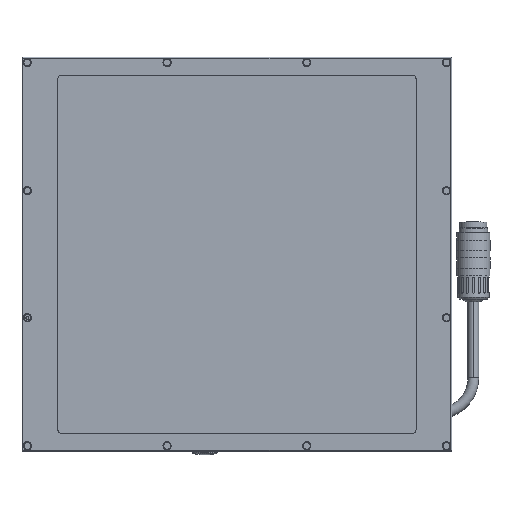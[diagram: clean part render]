
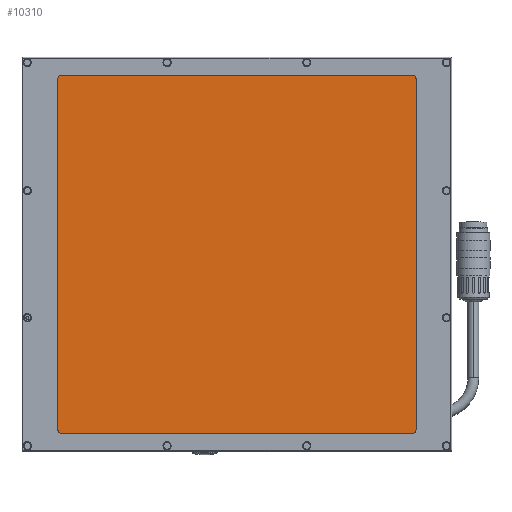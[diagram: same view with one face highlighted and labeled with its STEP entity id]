
A CAD part, top view. The second image highlights one B-rep face of the part: STEP entity #10310.
In plain terms, the highlighted planar face has unit normal (0, 0, 1).
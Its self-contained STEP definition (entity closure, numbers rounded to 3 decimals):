
#151 = VECTOR ( 'NONE', #9256, 1000. ) ;
#886 = PLANE ( 'NONE',  #8715 ) ;
#1049 = LINE ( 'NONE', #19576, #15470 ) ;
#1323 = VECTOR ( 'NONE', #19413, 1000. ) ;
#1537 = DIRECTION ( 'NONE',  ( 0., -1., 0. ) ) ;
#1890 = CARTESIAN_POINT ( 'NONE',  ( -98., 98., 11.25 ) ) ;
#2000 = DIRECTION ( 'NONE',  ( 0., 0., -1. ) ) ;
#2124 = DIRECTION ( 'NONE',  ( 0., 0., -1. ) ) ;
#2778 = LINE ( 'NONE', #10981, #6279 ) ;
#3155 = DIRECTION ( 'NONE',  ( 0., 0., -1. ) ) ;
#3208 = EDGE_CURVE ( 'NONE', #13094, #15238, #4456, .T. ) ;
#3423 = CARTESIAN_POINT ( 'NONE',  ( -98., -100., 11.25 ) ) ;
#3681 = CARTESIAN_POINT ( 'NONE',  ( 98., 98., 11.25 ) ) ;
#4169 = ORIENTED_EDGE ( 'NONE', *, *, #7135, .F. ) ;
#4179 = FACE_OUTER_BOUND ( 'NONE', #19110, .T. ) ;
#4388 = CARTESIAN_POINT ( 'NONE',  ( 98., -98., 11.25 ) ) ;
#4454 = CARTESIAN_POINT ( 'NONE',  ( -100., 0., 11.25 ) ) ;
#4456 = LINE ( 'NONE', #9164, #1323 ) ;
#4777 = DIRECTION ( 'NONE',  ( 0., 0., -1. ) ) ;
#6042 = CARTESIAN_POINT ( 'NONE',  ( 98., 100., 11.25 ) ) ;
#6279 = VECTOR ( 'NONE', #1537, 1000. ) ;
#6496 = EDGE_CURVE ( 'NONE', #13430, #15673, #1049, .T. ) ;
#6497 = VERTEX_POINT ( 'NONE', #8751 ) ;
#6737 = EDGE_CURVE ( 'NONE', #19531, #6497, #2778, .T. ) ;
#6763 = DIRECTION ( 'NONE',  ( 1., 0., 0. ) ) ;
#7069 = CARTESIAN_POINT ( 'NONE',  ( -98., 100., 11.25 ) ) ;
#7135 = EDGE_CURVE ( 'NONE', #6497, #13094, #14501, .T. ) ;
#7347 = DIRECTION ( 'NONE',  ( 0., 0., 1. ) ) ;
#8667 = AXIS2_PLACEMENT_3D ( 'NONE', #1890, #2000, #17849 ) ;
#8715 = AXIS2_PLACEMENT_3D ( 'NONE', #4388, #7347, #15378 ) ;
#8751 = CARTESIAN_POINT ( 'NONE',  ( 100., -98., 11.25 ) ) ;
#9164 = CARTESIAN_POINT ( 'NONE',  ( 0., -100., 11.25 ) ) ;
#9193 = DIRECTION ( 'NONE',  ( 1., 0., 0. ) ) ;
#9256 = DIRECTION ( 'NONE',  ( 0., 1., 0. ) ) ;
#9542 = VERTEX_POINT ( 'NONE', #19493 ) ;
#9579 = ORIENTED_EDGE ( 'NONE', *, *, #6737, .F. ) ;
#10310 = ADVANCED_FACE ( 'NONE', ( #4179 ), #886, .T. ) ;
#10405 = EDGE_CURVE ( 'NONE', #15238, #9542, #19904, .T. ) ;
#10981 = CARTESIAN_POINT ( 'NONE',  ( 100., 0., 11.25 ) ) ;
#11210 = ORIENTED_EDGE ( 'NONE', *, *, #3208, .F. ) ;
#11262 = VERTEX_POINT ( 'NONE', #19338 ) ;
#11999 = ORIENTED_EDGE ( 'NONE', *, *, #10405, .F. ) ;
#12466 = ORIENTED_EDGE ( 'NONE', *, *, #6496, .F. ) ;
#12562 = EDGE_CURVE ( 'NONE', #11262, #13430, #17524, .T. ) ;
#13091 = CIRCLE ( 'NONE', #16048, 2. ) ;
#13094 = VERTEX_POINT ( 'NONE', #20065 ) ;
#13192 = AXIS2_PLACEMENT_3D ( 'NONE', #17261, #3155, #18518 ) ;
#13430 = VERTEX_POINT ( 'NONE', #7069 ) ;
#13491 = DIRECTION ( 'NONE',  ( 1., 0., 0. ) ) ;
#13634 = ORIENTED_EDGE ( 'NONE', *, *, #19328, .F. ) ;
#13991 = AXIS2_PLACEMENT_3D ( 'NONE', #15781, #4777, #9193 ) ;
#14501 = CIRCLE ( 'NONE', #13192, 2. ) ;
#14550 = EDGE_CURVE ( 'NONE', #9542, #11262, #18844, .T. ) ;
#15238 = VERTEX_POINT ( 'NONE', #3423 ) ;
#15378 = DIRECTION ( 'NONE',  ( 1., 0., 0. ) ) ;
#15470 = VECTOR ( 'NONE', #13491, 1000. ) ;
#15673 = VERTEX_POINT ( 'NONE', #6042 ) ;
#15781 = CARTESIAN_POINT ( 'NONE',  ( -98., -98., 11.25 ) ) ;
#16048 = AXIS2_PLACEMENT_3D ( 'NONE', #3681, #2124, #6763 ) ;
#17246 = ORIENTED_EDGE ( 'NONE', *, *, #14550, .F. ) ;
#17261 = CARTESIAN_POINT ( 'NONE',  ( 98., -98., 11.25 ) ) ;
#17524 = CIRCLE ( 'NONE', #8667, 2. ) ;
#17849 = DIRECTION ( 'NONE',  ( 1., 0., 0. ) ) ;
#18518 = DIRECTION ( 'NONE',  ( 1., 0., 0. ) ) ;
#18844 = LINE ( 'NONE', #4454, #151 ) ;
#18984 = CARTESIAN_POINT ( 'NONE',  ( 100., 98., 11.25 ) ) ;
#19110 = EDGE_LOOP ( 'NONE', ( #4169, #9579, #13634, #12466, #19491, #17246, #11999, #11210 ) ) ;
#19328 = EDGE_CURVE ( 'NONE', #15673, #19531, #13091, .T. ) ;
#19338 = CARTESIAN_POINT ( 'NONE',  ( -100., 98., 11.25 ) ) ;
#19413 = DIRECTION ( 'NONE',  ( -1., 0., 0. ) ) ;
#19491 = ORIENTED_EDGE ( 'NONE', *, *, #12562, .F. ) ;
#19493 = CARTESIAN_POINT ( 'NONE',  ( -100., -98., 11.25 ) ) ;
#19531 = VERTEX_POINT ( 'NONE', #18984 ) ;
#19576 = CARTESIAN_POINT ( 'NONE',  ( 0., 100., 11.25 ) ) ;
#19904 = CIRCLE ( 'NONE', #13991, 2. ) ;
#20065 = CARTESIAN_POINT ( 'NONE',  ( 98., -100., 11.25 ) ) ;
